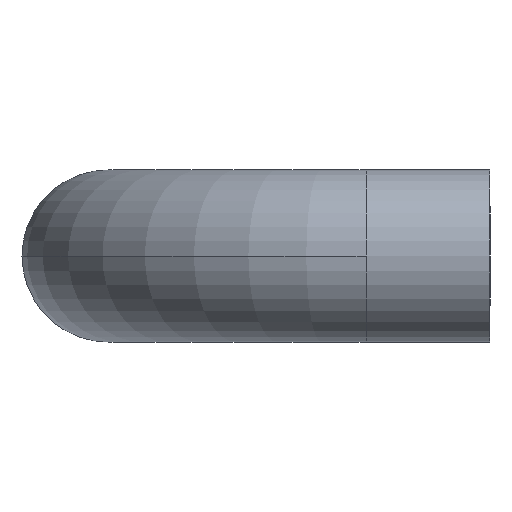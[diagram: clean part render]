
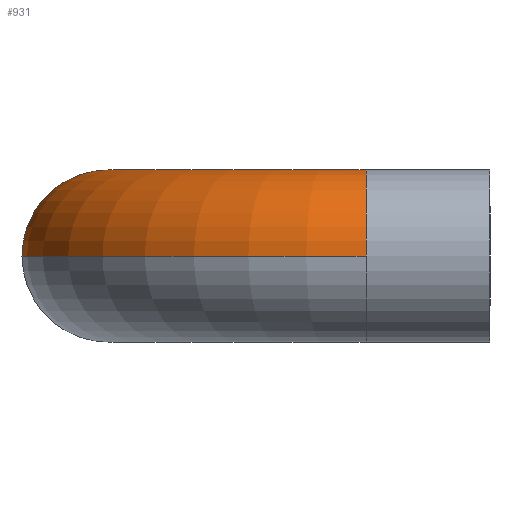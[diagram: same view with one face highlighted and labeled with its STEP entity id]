
A CAD part, left-side view. The second image highlights one B-rep face of the part: STEP entity #931.
In plain terms, the highlighted toroidal (fillet/blend) face has major radius 37.5 mm and minor radius 12.5 mm.
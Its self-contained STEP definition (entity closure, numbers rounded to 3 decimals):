
#51 = EDGE_LOOP ( 'NONE', ( #503, #498, #504, #523, #513 ) ) ;
#164 = CARTESIAN_POINT ( 'NONE',  ( -162.5, 68., 0. ) ) ;
#170 = CARTESIAN_POINT ( 'NONE',  ( -162.5, 43., 0. ) ) ;
#320 = EDGE_CURVE ( 'NONE', #941, #696, #454, .T. ) ;
#356 = EDGE_CURVE ( 'NONE', #696, #695, #1072, .T. ) ;
#370 = EDGE_CURVE ( 'NONE', #1042, #941, #1002, .T. ) ;
#374 = EDGE_CURVE ( 'NONE', #1036, #695, #1003, .T. ) ;
#376 = EDGE_CURVE ( 'NONE', #1042, #1036, #1006, .T. ) ;
#403 = AXIS2_PLACEMENT_3D ( 'NONE', #652, #648, #646 ) ;
#404 = AXIS2_PLACEMENT_3D ( 'NONE', #662, #661, #660 ) ;
#410 = AXIS2_PLACEMENT_3D ( 'NONE', #641, #1047, #1051 ) ;
#433 = AXIS2_PLACEMENT_3D ( 'NONE', #775, #774, #773 ) ;
#454 = CIRCLE ( 'NONE', #976, 12.5 ) ;
#467 = FACE_OUTER_BOUND ( 'NONE', #51, .T. ) ;
#498 = ORIENTED_EDGE ( 'NONE', *, *, #374, .T. ) ;
#503 = ORIENTED_EDGE ( 'NONE', *, *, #376, .T. ) ;
#504 = ORIENTED_EDGE ( 'NONE', *, *, #356, .F. ) ;
#513 = ORIENTED_EDGE ( 'NONE', *, *, #370, .F. ) ;
#523 = ORIENTED_EDGE ( 'NONE', *, *, #320, .F. ) ;
#596 = AXIS2_PLACEMENT_3D ( 'NONE', #1184, #1185, #1186 ) ;
#641 = CARTESIAN_POINT ( 'NONE',  ( -162.5, 55.5, 0. ) ) ;
#646 = DIRECTION ( 'NONE',  ( 1., 0., 0. ) ) ;
#648 = DIRECTION ( 'NONE',  ( 0., 0., 1. ) ) ;
#652 = CARTESIAN_POINT ( 'NONE',  ( -162.5, 18., 0. ) ) ;
#660 = DIRECTION ( 'NONE',  ( 1., 0., 0. ) ) ;
#661 = DIRECTION ( 'NONE',  ( 0., 0., 1. ) ) ;
#662 = CARTESIAN_POINT ( 'NONE',  ( -162.5, 18., 0. ) ) ;
#695 = VERTEX_POINT ( 'NONE', #1077 ) ;
#696 = VERTEX_POINT ( 'NONE', #1078 ) ;
#740 = TOROIDAL_SURFACE ( 'NONE', #596, 37.5, 12.5 ) ;
#773 = DIRECTION ( 'NONE',  ( 0., 0., 1. ) ) ;
#774 = DIRECTION ( 'NONE',  ( 0., -1., 0. ) ) ;
#775 = CARTESIAN_POINT ( 'NONE',  ( -200., 18., 0. ) ) ;
#819 = DIRECTION ( 'NONE',  ( 0., 0., 1. ) ) ;
#871 = CARTESIAN_POINT ( 'NONE',  ( -200., 18., 0. ) ) ;
#880 = DIRECTION ( 'NONE',  ( 0., -1., 0. ) ) ;
#931 = ADVANCED_FACE ( 'NONE', ( #467 ), #740, .T. ) ;
#941 = VERTEX_POINT ( 'NONE', #1204 ) ;
#976 = AXIS2_PLACEMENT_3D ( 'NONE', #871, #880, #819 ) ;
#1002 = CIRCLE ( 'NONE', #404, 25. ) ;
#1003 = CIRCLE ( 'NONE', #403, 50. ) ;
#1006 = CIRCLE ( 'NONE', #410, 12.5 ) ;
#1036 = VERTEX_POINT ( 'NONE', #164 ) ;
#1042 = VERTEX_POINT ( 'NONE', #170 ) ;
#1047 = DIRECTION ( 'NONE',  ( -1., 0., 0. ) ) ;
#1051 = DIRECTION ( 'NONE',  ( 0., 0., 1. ) ) ;
#1072 = CIRCLE ( 'NONE', #433, 12.5 ) ;
#1077 = CARTESIAN_POINT ( 'NONE',  ( -212.5, 18., 0. ) ) ;
#1078 = CARTESIAN_POINT ( 'NONE',  ( -200., 18., 12.5 ) ) ;
#1184 = CARTESIAN_POINT ( 'NONE',  ( -162.5, 18., 0. ) ) ;
#1185 = DIRECTION ( 'NONE',  ( 0., 0., 1. ) ) ;
#1186 = DIRECTION ( 'NONE',  ( 1., 0., 0. ) ) ;
#1204 = CARTESIAN_POINT ( 'NONE',  ( -187.5, 18., 0. ) ) ;
